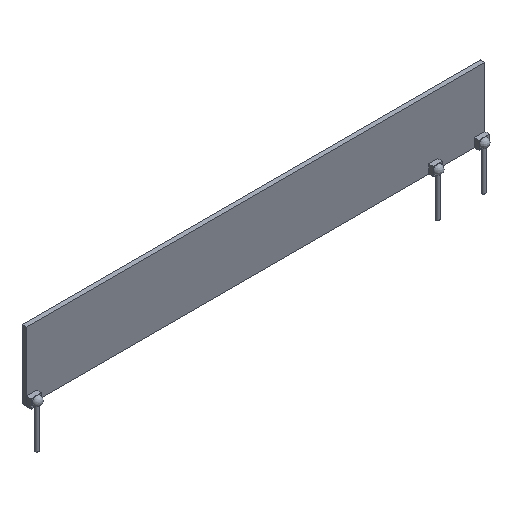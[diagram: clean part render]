
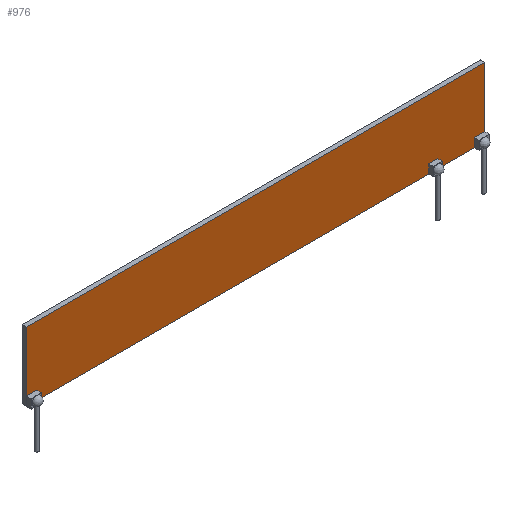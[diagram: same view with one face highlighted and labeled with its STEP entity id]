
A CAD part, isometric view. The second image highlights one B-rep face of the part: STEP entity #976.
In plain terms, the highlighted free-form (B-spline) face has degree [1, 1] with [2, 2] control points.
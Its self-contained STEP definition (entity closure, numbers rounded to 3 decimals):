
#846=CARTESIAN_POINT('',(50.8,1.0,5.0));
#847=VERTEX_POINT('',#846);
#856=CARTESIAN_POINT('',(-50.8,1.0,5.0));
#857=VERTEX_POINT('',#856);
#858=CARTESIAN_POINT('',(-50.8,1.0,5.0));
#859=DIRECTION('',(1.0,0.0,0.0));
#860=VECTOR('',#859,101.6);
#861=LINE('',#858,#860);
#862=EDGE_CURVE('',#857,#847,#861,.T.);
#917=CARTESIAN_POINT('',(50.8,1.0,20.24));
#918=VERTEX_POINT('',#917);
#926=CARTESIAN_POINT('',(-50.8,1.0,20.24));
#927=VERTEX_POINT('',#926);
#934=CARTESIAN_POINT('',(50.8,1.0,20.24));
#935=DIRECTION('',(-1.0,0.0,0.0));
#936=VECTOR('',#935,101.6);
#937=LINE('',#934,#936);
#938=EDGE_CURVE('',#918,#927,#937,.T.);
#948=CARTESIAN_POINT('',(-50.8,1.0,20.24));
#949=DIRECTION('',(0.0,0.0,-1.0));
#950=VECTOR('',#949,15.24);
#951=LINE('',#948,#950);
#952=EDGE_CURVE('',#927,#857,#951,.T.);
#960=CARTESIAN_POINT('',(50.8,1.0,20.24));
#961=CARTESIAN_POINT('',(50.8,1.0,5.0));
#962=CARTESIAN_POINT('',(-50.8,1.0,20.24));
#963=CARTESIAN_POINT('',(-50.8,1.0,5.0));
#964=B_SPLINE_SURFACE_WITH_KNOTS('',1,1,((#960,#962),(#961,#963)),.UNSPECIFIED.,.F.,.F.,.U.,(2,2),(2,2),(0.0,15.24),(0.0,101.6),.UNSPECIFIED.);
#965=CARTESIAN_POINT('',(50.8,1.0,20.24));
#966=DIRECTION('',(0.0,0.0,-1.0));
#967=VECTOR('',#966,15.24);
#968=LINE('',#965,#967);
#969=EDGE_CURVE('',#918,#847,#968,.T.);
#970=ORIENTED_EDGE('',*,*,#969,.F.);
#971=ORIENTED_EDGE('',*,*,#938,.T.);
#972=ORIENTED_EDGE('',*,*,#952,.T.);
#973=ORIENTED_EDGE('',*,*,#862,.T.);
#974=EDGE_LOOP('',(#970,#971,#972,#973));
#975=FACE_OUTER_BOUND('',#974,.T.);
#976=ADVANCED_FACE('',(#975),#964,.F.);
